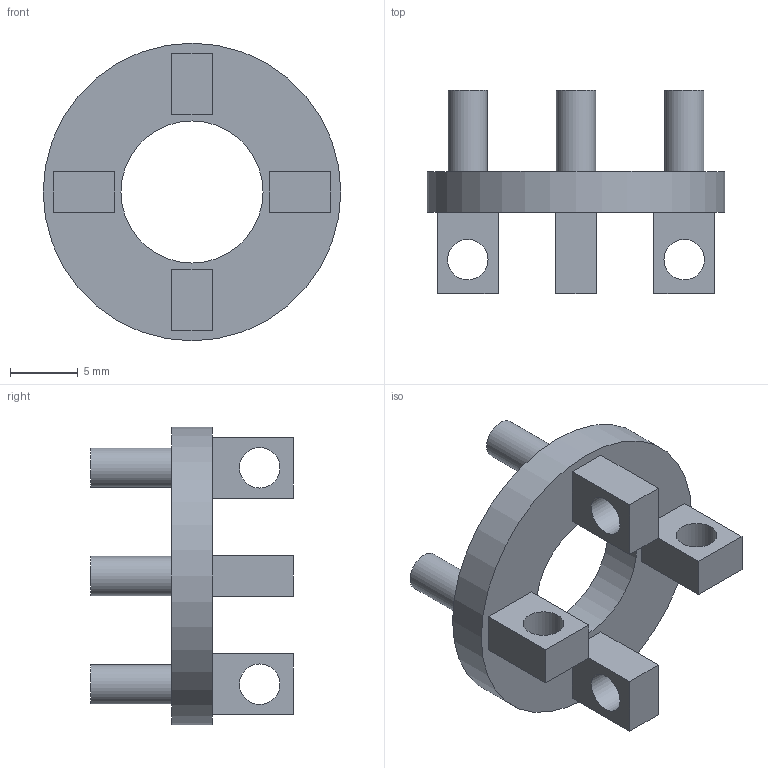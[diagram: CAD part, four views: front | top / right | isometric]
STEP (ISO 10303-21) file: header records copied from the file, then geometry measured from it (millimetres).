
FILE_DESCRIPTION(/* description */ (''),/* implementation_level */ '2;1');
FILE_NAME(/* name */ 'gripper-screw-sleeve.stp',/* time_stamp */ '2023-07-12T16:03:13+05:30',/* author */ ('hrush'),/* organization */ (''),/* preprocessor_version */ 'ST-DEVELOPER v19',/* originating_system */ 'Autodesk Inventor 2023',/* authorisation */ '');
FILE_SCHEMA (('AUTOMOTIVE_DESIGN { 1 0 10303 214 3 1 1 }'));
Length unit declared in the file: centimetre
Products named in the file (1): gripper-screw-sleeve
Bounding box: 22 x 15 x 22 mm (x, y, z)
Volume: 1278.3 mm3; surface area: 1528.6 mm2
Topology: 1 solids, 1 shells, 36 faces, 78 edges, 52 vertices
Faces by surface type: plane 26, cylinder 10
Full cylindrical faces by diameter (mm): 2.9 x4, 3 x4, 10.5 x1, 22 x1
Entity records: 1045 total; most frequent: DIRECTION 172, CARTESIAN_POINT 167, ORIENTED_EDGE 156, EDGE_CURVE 78, LINE 58, VECTOR 58, AXIS2_PLACEMENT_3D 57, EDGE_LOOP 54
